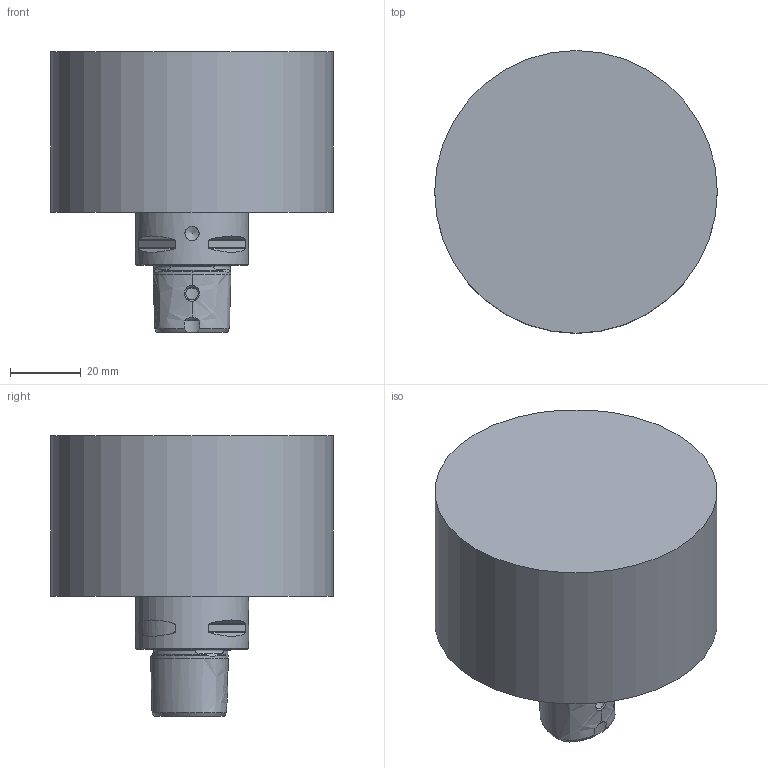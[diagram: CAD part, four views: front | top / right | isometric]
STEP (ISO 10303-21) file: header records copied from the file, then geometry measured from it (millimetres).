
FILE_DESCRIPTION(/* description */ (''),/* implementation_level */ '2;1');
FILE_NAME(/* name */ '10001266022nxv000_00_214.stp',/* time_stamp */ '2023-12-21T13:04:18+01:00',/* author */ (''),/* organization */ (''),/* preprocessor_version */ 'ST-DEVELOPER v18.1',/* originating_system */ 'SIEMENS PLM Software NX 2000',/* authorisation */ '');
FILE_SCHEMA (('AUTOMOTIVE_DESIGN { 1 0 10303 214 3 1 1 1 }'));
Length unit declared in the file: millimetre
Products named in the file (1): 10001266022nxv000_00
Bounding box: 80 x 80 x 79.5 mm (x, y, z)
Volume: 243118.1 mm3; surface area: 25670.8 mm2
Topology: 2 solids, 2 shells, 72 faces, 190 edges, 127 vertices
Faces by surface type: plane 20, cylinder 19, cone 16, bspline 11, torus 3, extrusion 3
Full cylindrical faces by diameter (mm): 3.6 x1, 4 x1, 10.5 x1, 12 x1, 15.025 x2, 16.5 x1, 32 x1, 80 x1
Entity records: 4644 total; most frequent: CARTESIAN_POINT 2998, ORIENTED_EDGE 374, DIRECTION 276, EDGE_CURVE 187, VERTEX_POINT 126, AXIS2_PLACEMENT_3D 112, EDGE_LOOP 81, B_SPLINE_CURVE_WITH_KNOTS 81
